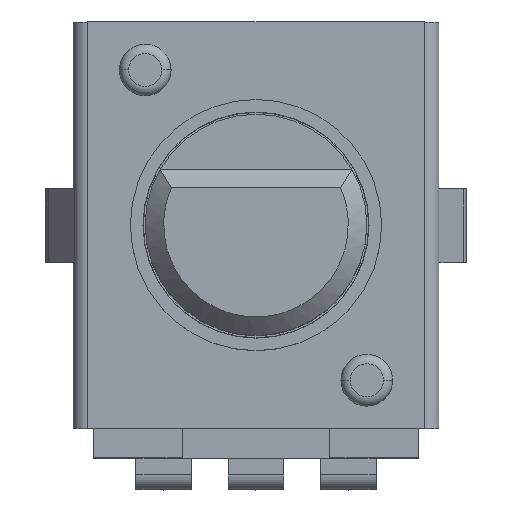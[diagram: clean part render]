
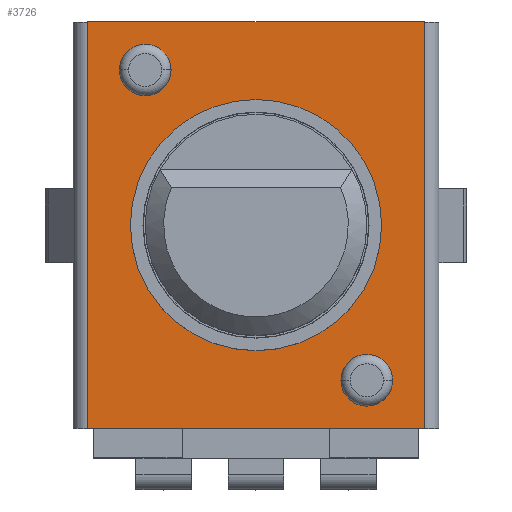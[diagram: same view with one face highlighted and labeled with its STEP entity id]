
A CAD part, top view. The second image highlights one B-rep face of the part: STEP entity #3726.
In plain terms, the highlighted planar face has unit normal (0, 0, 1).
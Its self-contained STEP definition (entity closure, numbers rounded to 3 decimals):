
#2867 = VERTEX_POINT('',#2868);
#2868 = CARTESIAN_POINT('',(-4.55,-5.475,6.917));
#2875 = EDGE_CURVE('',#2876,#2867,#2878,.T.);
#2876 = VERTEX_POINT('',#2877);
#2877 = CARTESIAN_POINT('',(4.55,-5.475,6.917));
#2878 = LINE('',#2879,#2880);
#2879 = CARTESIAN_POINT('',(4.55,-5.475,6.917));
#2880 = VECTOR('',#2881,1.);
#2881 = DIRECTION('',(-1.,0.,0.));
#3634 = VERTEX_POINT('',#3635);
#3635 = CARTESIAN_POINT('',(4.55,5.525,6.917));
#3642 = EDGE_CURVE('',#3634,#3643,#3645,.T.);
#3643 = VERTEX_POINT('',#3644);
#3644 = CARTESIAN_POINT('',(-4.55,5.525,6.917));
#3645 = LINE('',#3646,#3647);
#3646 = CARTESIAN_POINT('',(4.55,5.525,6.917));
#3647 = VECTOR('',#3648,1.);
#3648 = DIRECTION('',(-1.,0.,0.));
#3713 = EDGE_CURVE('',#2876,#3634,#3714,.T.);
#3714 = LINE('',#3715,#3716);
#3715 = CARTESIAN_POINT('',(4.55,-5.475,6.917));
#3716 = VECTOR('',#3717,1.);
#3717 = DIRECTION('',(0.,1.,0.));
#3726 = ADVANCED_FACE('',(#3727,#3738,#3758,#3778),#3798,.T.);
#3727 = FACE_BOUND('',#3728,.F.);
#3728 = EDGE_LOOP('',(#3729,#3730,#3731,#3732));
#3729 = ORIENTED_EDGE('',*,*,#3642,.F.);
#3730 = ORIENTED_EDGE('',*,*,#3713,.F.);
#3731 = ORIENTED_EDGE('',*,*,#2875,.T.);
#3732 = ORIENTED_EDGE('',*,*,#3733,.F.);
#3733 = EDGE_CURVE('',#3643,#2867,#3734,.T.);
#3734 = LINE('',#3735,#3736);
#3735 = CARTESIAN_POINT('',(-4.55,5.525,6.917));
#3736 = VECTOR('',#3737,1.);
#3737 = DIRECTION('',(0.,-1.,0.));
#3738 = FACE_BOUND('',#3739,.F.);
#3739 = EDGE_LOOP('',(#3740,#3751));
#3740 = ORIENTED_EDGE('',*,*,#3741,.T.);
#3741 = EDGE_CURVE('',#3742,#3744,#3746,.T.);
#3742 = VERTEX_POINT('',#3743);
#3743 = CARTESIAN_POINT('',(-3.4,0.025,6.917));
#3744 = VERTEX_POINT('',#3745);
#3745 = CARTESIAN_POINT('',(3.4,0.025,6.917));
#3746 = CIRCLE('',#3747,3.4);
#3747 = AXIS2_PLACEMENT_3D('',#3748,#3749,#3750);
#3748 = CARTESIAN_POINT('',(0.,0.025,
    6.917));
#3749 = DIRECTION('',(0.,0.,1.));
#3750 = DIRECTION('',(-1.,0.,0.));
#3751 = ORIENTED_EDGE('',*,*,#3752,.T.);
#3752 = EDGE_CURVE('',#3744,#3742,#3753,.T.);
#3753 = CIRCLE('',#3754,3.4);
#3754 = AXIS2_PLACEMENT_3D('',#3755,#3756,#3757);
#3755 = CARTESIAN_POINT('',(0.,0.025,
    6.917));
#3756 = DIRECTION('',(0.,0.,1.));
#3757 = DIRECTION('',(1.,0.,0.));
#3758 = FACE_BOUND('',#3759,.F.);
#3759 = EDGE_LOOP('',(#3760,#3771));
#3760 = ORIENTED_EDGE('',*,*,#3761,.T.);
#3761 = EDGE_CURVE('',#3762,#3764,#3766,.T.);
#3762 = VERTEX_POINT('',#3763);
#3763 = CARTESIAN_POINT('',(-3.,4.925,6.917));
#3764 = VERTEX_POINT('',#3765);
#3765 = CARTESIAN_POINT('',(-3.,3.525,
    6.917));
#3766 = CIRCLE('',#3767,0.7);
#3767 = AXIS2_PLACEMENT_3D('',#3768,#3769,#3770);
#3768 = CARTESIAN_POINT('',(-3.,4.225,6.917));
#3769 = DIRECTION('',(0.,0.,1.));
#3770 = DIRECTION('',(0.,1.,0.));
#3771 = ORIENTED_EDGE('',*,*,#3772,.T.);
#3772 = EDGE_CURVE('',#3764,#3762,#3773,.T.);
#3773 = CIRCLE('',#3774,0.7);
#3774 = AXIS2_PLACEMENT_3D('',#3775,#3776,#3777);
#3775 = CARTESIAN_POINT('',(-3.,4.225,6.917));
#3776 = DIRECTION('',(0.,0.,1.));
#3777 = DIRECTION('',(0.,-1.,0.));
#3778 = FACE_BOUND('',#3779,.F.);
#3779 = EDGE_LOOP('',(#3780,#3791));
#3780 = ORIENTED_EDGE('',*,*,#3781,.T.);
#3781 = EDGE_CURVE('',#3782,#3784,#3786,.T.);
#3782 = VERTEX_POINT('',#3783);
#3783 = CARTESIAN_POINT('',(3.,-4.875,
    6.917));
#3784 = VERTEX_POINT('',#3785);
#3785 = CARTESIAN_POINT('',(3.,-3.475,6.917));
#3786 = CIRCLE('',#3787,0.7);
#3787 = AXIS2_PLACEMENT_3D('',#3788,#3789,#3790);
#3788 = CARTESIAN_POINT('',(3.,-4.175,6.917));
#3789 = DIRECTION('',(0.,0.,1.));
#3790 = DIRECTION('',(0.,-1.,0.));
#3791 = ORIENTED_EDGE('',*,*,#3792,.T.);
#3792 = EDGE_CURVE('',#3784,#3782,#3793,.T.);
#3793 = CIRCLE('',#3794,0.7);
#3794 = AXIS2_PLACEMENT_3D('',#3795,#3796,#3797);
#3795 = CARTESIAN_POINT('',(3.,-4.175,6.917));
#3796 = DIRECTION('',(0.,0.,1.));
#3797 = DIRECTION('',(0.,1.,0.));
#3798 = PLANE('',#3799);
#3799 = AXIS2_PLACEMENT_3D('',#3800,#3801,#3802);
#3800 = CARTESIAN_POINT('',(4.55,5.525,6.917));
#3801 = DIRECTION('',(0.,0.,1.));
#3802 = DIRECTION('',(-1.,0.,0.));
